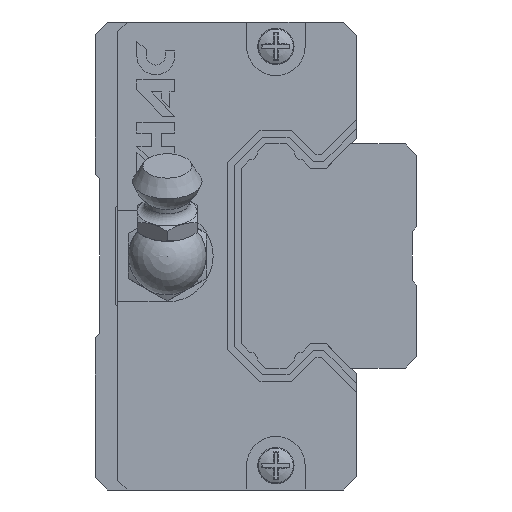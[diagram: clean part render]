
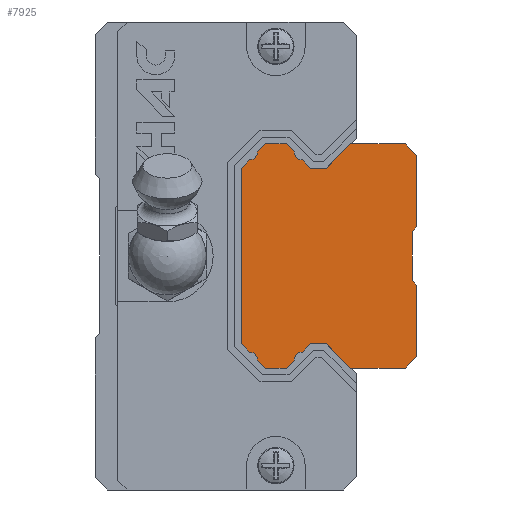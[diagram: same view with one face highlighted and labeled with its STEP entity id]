
A CAD part, left-side view. The second image highlights one B-rep face of the part: STEP entity #7925.
In plain terms, the highlighted planar face has unit normal (-1, 0, 0).
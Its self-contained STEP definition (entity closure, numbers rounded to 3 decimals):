
#198=LINE('',#11240,#1166);
#200=LINE('',#11244,#1168);
#204=LINE('',#11253,#1172);
#207=LINE('',#11259,#1175);
#211=LINE('',#11271,#1179);
#214=LINE('',#11277,#1182);
#217=LINE('',#11283,#1185);
#220=LINE('',#11289,#1188);
#223=LINE('',#11295,#1191);
#226=LINE('',#11301,#1194);
#229=LINE('',#11307,#1197);
#234=LINE('',#11317,#1202);
#237=LINE('',#11323,#1205);
#240=LINE('',#11329,#1208);
#243=LINE('',#11335,#1211);
#246=LINE('',#11341,#1214);
#249=LINE('',#11347,#1217);
#252=LINE('',#11353,#1220);
#256=LINE('',#11365,#1224);
#259=LINE('',#11371,#1227);
#262=LINE('',#11377,#1230);
#266=LINE('',#11389,#1234);
#269=LINE('',#11395,#1237);
#309=LINE('',#11487,#1277);
#1166=VECTOR('',#9047,1000.);
#1168=VECTOR('',#9051,1000.);
#1172=VECTOR('',#9057,1000.);
#1175=VECTOR('',#9062,1000.);
#1179=VECTOR('',#9074,1000.);
#1182=VECTOR('',#9079,1000.);
#1185=VECTOR('',#9084,1000.);
#1188=VECTOR('',#9089,1000.);
#1191=VECTOR('',#9094,1000.);
#1194=VECTOR('',#9099,1000.);
#1197=VECTOR('',#9104,1000.);
#1202=VECTOR('',#9115,1000.);
#1205=VECTOR('',#9120,1000.);
#1208=VECTOR('',#9125,1000.);
#1211=VECTOR('',#9130,1000.);
#1214=VECTOR('',#9135,1000.);
#1217=VECTOR('',#9140,1000.);
#1220=VECTOR('',#9145,1000.);
#1224=VECTOR('',#9157,1000.);
#1227=VECTOR('',#9162,1000.);
#1230=VECTOR('',#9167,1000.);
#1234=VECTOR('',#9179,1000.);
#1237=VECTOR('',#9184,1000.);
#1277=VECTOR('',#9238,1000.);
#2326=ORIENTED_EDGE('',*,*,#4445,.F.);
#2327=ORIENTED_EDGE('',*,*,#4570,.T.);
#2328=ORIENTED_EDGE('',*,*,#4567,.F.);
#2329=ORIENTED_EDGE('',*,*,#4521,.F.);
#2330=ORIENTED_EDGE('',*,*,#4518,.F.);
#2331=ORIENTED_EDGE('',*,*,#4515,.T.);
#2332=ORIENTED_EDGE('',*,*,#4512,.F.);
#2333=ORIENTED_EDGE('',*,*,#4509,.F.);
#2334=ORIENTED_EDGE('',*,*,#4506,.F.);
#2335=ORIENTED_EDGE('',*,*,#4503,.T.);
#2336=ORIENTED_EDGE('',*,*,#4500,.F.);
#2337=ORIENTED_EDGE('',*,*,#4497,.F.);
#2338=ORIENTED_EDGE('',*,*,#4494,.F.);
#2339=ORIENTED_EDGE('',*,*,#4491,.F.);
#2340=ORIENTED_EDGE('',*,*,#4488,.F.);
#2341=ORIENTED_EDGE('',*,*,#4485,.F.);
#2342=ORIENTED_EDGE('',*,*,#4482,.F.);
#2343=ORIENTED_EDGE('',*,*,#4443,.F.);
#2344=ORIENTED_EDGE('',*,*,#4476,.F.);
#2345=ORIENTED_EDGE('',*,*,#4473,.F.);
#2346=ORIENTED_EDGE('',*,*,#4470,.F.);
#2347=ORIENTED_EDGE('',*,*,#4467,.F.);
#2348=ORIENTED_EDGE('',*,*,#4464,.F.);
#2349=ORIENTED_EDGE('',*,*,#4461,.F.);
#2350=ORIENTED_EDGE('',*,*,#4458,.F.);
#2351=ORIENTED_EDGE('',*,*,#4455,.T.);
#2352=ORIENTED_EDGE('',*,*,#4452,.F.);
#2353=ORIENTED_EDGE('',*,*,#4449,.F.);
#4443=EDGE_CURVE('',#5594,#5595,#198,.T.);
#4445=EDGE_CURVE('',#5596,#5597,#200,.T.);
#4449=EDGE_CURVE('',#5597,#5600,#204,.T.);
#4452=EDGE_CURVE('',#5600,#5602,#207,.T.);
#4455=EDGE_CURVE('',#5604,#5602,#6370,.T.);
#4458=EDGE_CURVE('',#5604,#5606,#211,.T.);
#4461=EDGE_CURVE('',#5606,#5608,#214,.T.);
#4464=EDGE_CURVE('',#5608,#5610,#217,.T.);
#4467=EDGE_CURVE('',#5610,#5612,#220,.T.);
#4470=EDGE_CURVE('',#5612,#5614,#223,.T.);
#4473=EDGE_CURVE('',#5614,#5616,#226,.T.);
#4476=EDGE_CURVE('',#5616,#5594,#229,.T.);
#4482=EDGE_CURVE('',#5595,#5620,#234,.T.);
#4485=EDGE_CURVE('',#5620,#5622,#237,.T.);
#4488=EDGE_CURVE('',#5622,#5624,#240,.T.);
#4491=EDGE_CURVE('',#5624,#5626,#243,.T.);
#4494=EDGE_CURVE('',#5626,#5628,#246,.T.);
#4497=EDGE_CURVE('',#5628,#5630,#249,.T.);
#4500=EDGE_CURVE('',#5630,#5632,#252,.T.);
#4503=EDGE_CURVE('',#5634,#5632,#6373,.T.);
#4506=EDGE_CURVE('',#5634,#5636,#256,.T.);
#4509=EDGE_CURVE('',#5636,#5638,#259,.T.);
#4512=EDGE_CURVE('',#5638,#5640,#262,.T.);
#4515=EDGE_CURVE('',#5642,#5640,#6375,.T.);
#4518=EDGE_CURVE('',#5642,#5644,#266,.T.);
#4521=EDGE_CURVE('',#5644,#5646,#269,.T.);
#4567=EDGE_CURVE('',#5646,#5691,#309,.T.);
#4570=EDGE_CURVE('',#5596,#5691,#6383,.T.);
#5594=VERTEX_POINT('',#11239);
#5595=VERTEX_POINT('',#11241);
#5596=VERTEX_POINT('',#11245);
#5597=VERTEX_POINT('',#11246);
#5600=VERTEX_POINT('',#11254);
#5602=VERTEX_POINT('',#11260);
#5604=VERTEX_POINT('',#11266);
#5606=VERTEX_POINT('',#11272);
#5608=VERTEX_POINT('',#11278);
#5610=VERTEX_POINT('',#11284);
#5612=VERTEX_POINT('',#11290);
#5614=VERTEX_POINT('',#11296);
#5616=VERTEX_POINT('',#11302);
#5620=VERTEX_POINT('',#11318);
#5622=VERTEX_POINT('',#11324);
#5624=VERTEX_POINT('',#11330);
#5626=VERTEX_POINT('',#11336);
#5628=VERTEX_POINT('',#11342);
#5630=VERTEX_POINT('',#11348);
#5632=VERTEX_POINT('',#11354);
#5634=VERTEX_POINT('',#11360);
#5636=VERTEX_POINT('',#11366);
#5638=VERTEX_POINT('',#11372);
#5640=VERTEX_POINT('',#11378);
#5642=VERTEX_POINT('',#11384);
#5644=VERTEX_POINT('',#11390);
#5646=VERTEX_POINT('',#11396);
#5691=VERTEX_POINT('',#11488);
#6370=CIRCLE('',#8429,0.812);
#6373=CIRCLE('',#8448,0.812);
#6375=CIRCLE('',#8454,0.812);
#6383=CIRCLE('',#8466,0.812);
#6557=EDGE_LOOP('',(#2326,#2327,#2328,#2329,#2330,#2331,#2332,#2333,#2334,
#2335,#2336,#2337,#2338,#2339,#2340,#2341,#2342,#2343,#2344,#2345,#2346,
#2347,#2348,#2349,#2350,#2351,#2352,#2353));
#7063=FACE_BOUND('',#6557,.T.);
#7561=PLANE('',#8469);
#7925=ADVANCED_FACE('',(#7063),#7561,.F.);
#8429=AXIS2_PLACEMENT_3D('',#11265,#9067,#9068);
#8448=AXIS2_PLACEMENT_3D('',#11359,#9150,#9151);
#8454=AXIS2_PLACEMENT_3D('',#11383,#9172,#9173);
#8466=AXIS2_PLACEMENT_3D('',#11493,#9243,#9244);
#8469=AXIS2_PLACEMENT_3D('',#11496,#9249,#9250);
#9047=DIRECTION('',(0.,0.,-1.));
#9051=DIRECTION('',(0.,-0.707,0.707));
#9057=DIRECTION('',(0.,-1.,0.));
#9062=DIRECTION('',(0.,-0.707,-0.707));
#9067=DIRECTION('',(1.,0.,0.));
#9068=DIRECTION('',(0.,0.,-1.));
#9074=DIRECTION('',(0.,-0.707,-0.707));
#9079=DIRECTION('',(0.,-1.,0.));
#9084=DIRECTION('',(0.,-0.707,0.707));
#9089=DIRECTION('',(0.,-1.,0.));
#9094=DIRECTION('',(0.,-0.707,-0.707));
#9099=DIRECTION('',(0.,0.,-1.));
#9104=DIRECTION('',(0.,0.707,-0.707));
#9115=DIRECTION('',(0.,-0.707,-0.707));
#9120=DIRECTION('',(0.,0.,-1.));
#9125=DIRECTION('',(0.,0.707,-0.707));
#9130=DIRECTION('',(0.,1.,0.));
#9135=DIRECTION('',(0.,0.707,0.707));
#9140=DIRECTION('',(0.,1.,0.));
#9145=DIRECTION('',(0.,0.707,-0.707));
#9150=DIRECTION('',(1.,0.,0.));
#9151=DIRECTION('',(0.,0.,-1.));
#9157=DIRECTION('',(0.,0.707,-0.707));
#9162=DIRECTION('',(0.,1.,0.));
#9167=DIRECTION('',(0.,0.707,0.707));
#9172=DIRECTION('',(1.,0.,0.));
#9173=DIRECTION('',(0.,0.,-1.));
#9179=DIRECTION('',(0.,0.707,0.707));
#9184=DIRECTION('',(0.,0.,1.));
#9238=DIRECTION('',(0.,-0.707,0.707));
#9243=DIRECTION('',(1.,0.,0.));
#9244=DIRECTION('',(0.,0.,-1.));
#9249=DIRECTION('',(1.,0.,0.));
#9250=DIRECTION('',(0.,0.,-1.));
#11239=CARTESIAN_POINT('',(-50.,0.5,2.5));
#11240=CARTESIAN_POINT('',(-50.,0.5,2.5));
#11241=CARTESIAN_POINT('',(-50.,0.5,-2.5));
#11244=CARTESIAN_POINT('',(-50.,16.348,10.674));
#11245=CARTESIAN_POINT('',(-50.,16.348,10.674));
#11246=CARTESIAN_POINT('',(-50.,15.522,11.5));
#11253=CARTESIAN_POINT('',(-50.,15.522,11.5));
#11254=CARTESIAN_POINT('',(-50.,13.398,11.5));
#11259=CARTESIAN_POINT('',(-50.,13.398,11.5));
#11260=CARTESIAN_POINT('',(-50.,12.572,10.674));
#11265=CARTESIAN_POINT('',(-50.,11.76,10.66));
#11266=CARTESIAN_POINT('',(-50.,11.746,9.848));
#11271=CARTESIAN_POINT('',(-50.,11.746,9.848));
#11272=CARTESIAN_POINT('',(-50.,10.92,9.022));
#11277=CARTESIAN_POINT('',(-50.,10.92,9.022));
#11278=CARTESIAN_POINT('',(-50.,9.253,9.022));
#11283=CARTESIAN_POINT('',(-50.,9.253,9.022));
#11284=CARTESIAN_POINT('',(-50.,6.775,11.5));
#11289=CARTESIAN_POINT('',(-50.,6.775,11.5));
#11290=CARTESIAN_POINT('',(-50.,1.2,11.5));
#11295=CARTESIAN_POINT('',(-50.,1.2,11.5));
#11296=CARTESIAN_POINT('',(-50.,0.,10.3));
#11301=CARTESIAN_POINT('',(-50.,0.,10.3));
#11302=CARTESIAN_POINT('',(-50.,0.,3.));
#11307=CARTESIAN_POINT('',(-50.,0.,3.));
#11317=CARTESIAN_POINT('',(-50.,0.5,-2.5));
#11318=CARTESIAN_POINT('',(-50.,0.,-3.));
#11323=CARTESIAN_POINT('',(-50.,0.,-3.));
#11324=CARTESIAN_POINT('',(-50.,0.,-10.3));
#11329=CARTESIAN_POINT('',(-50.,0.,-10.3));
#11330=CARTESIAN_POINT('',(-50.,1.2,-11.5));
#11335=CARTESIAN_POINT('',(-50.,1.2,-11.5));
#11336=CARTESIAN_POINT('',(-50.,6.775,-11.5));
#11341=CARTESIAN_POINT('',(-50.,6.775,-11.5));
#11342=CARTESIAN_POINT('',(-50.,9.253,-9.022));
#11347=CARTESIAN_POINT('',(-50.,9.253,-9.022));
#11348=CARTESIAN_POINT('',(-50.,10.92,-9.022));
#11353=CARTESIAN_POINT('',(-50.,10.92,-9.022));
#11354=CARTESIAN_POINT('',(-50.,11.746,-9.848));
#11359=CARTESIAN_POINT('',(-50.,11.76,-10.66));
#11360=CARTESIAN_POINT('',(-50.,12.572,-10.674));
#11365=CARTESIAN_POINT('',(-50.,12.572,-10.674));
#11366=CARTESIAN_POINT('',(-50.,13.398,-11.5));
#11371=CARTESIAN_POINT('',(-50.,13.398,-11.5));
#11372=CARTESIAN_POINT('',(-50.,15.522,-11.5));
#11377=CARTESIAN_POINT('',(-50.,15.522,-11.5));
#11378=CARTESIAN_POINT('',(-50.,16.348,-10.674));
#11383=CARTESIAN_POINT('',(-50.,17.16,-10.66));
#11384=CARTESIAN_POINT('',(-50.,17.174,-9.848));
#11389=CARTESIAN_POINT('',(-50.,17.174,-9.848));
#11390=CARTESIAN_POINT('',(-50.,18.,-9.022));
#11395=CARTESIAN_POINT('',(-50.,18.,-9.022));
#11396=CARTESIAN_POINT('',(-50.,18.,9.022));
#11487=CARTESIAN_POINT('',(-50.,18.,9.022));
#11488=CARTESIAN_POINT('',(-50.,17.174,9.848));
#11493=CARTESIAN_POINT('',(-50.,17.16,10.66));
#11496=CARTESIAN_POINT('',(-50.,11.76,10.66));
